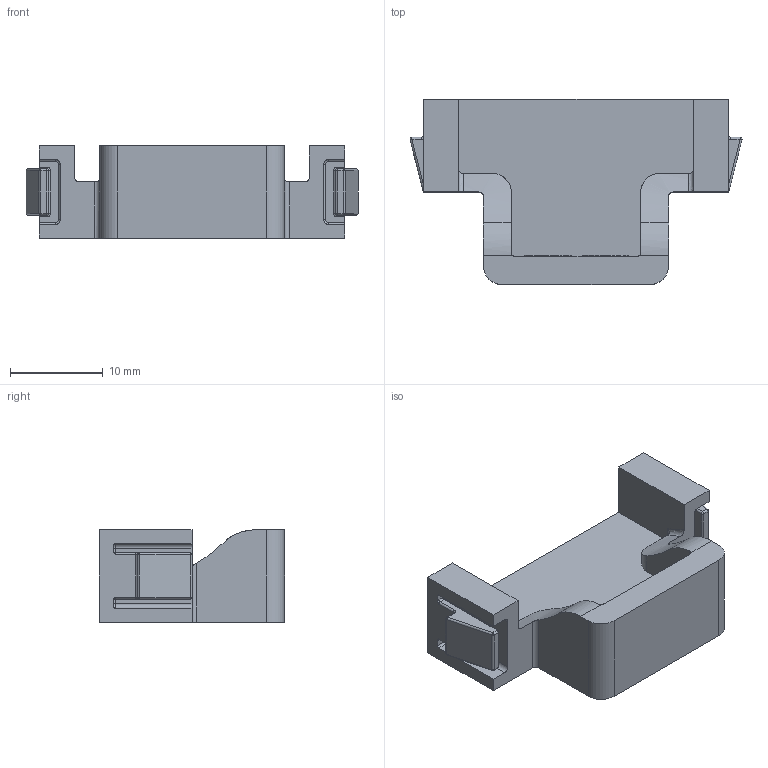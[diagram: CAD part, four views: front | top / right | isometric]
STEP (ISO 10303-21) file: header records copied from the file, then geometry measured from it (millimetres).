
FILE_DESCRIPTION (( 'STEP AP203' ), '1' );
FILE_NAME ('062ACEH2691ESD.10.STEP', '2015-09-11T14:20:29', ( 'Fath' ), ( 'Hewlett-Packard Company' ), 'SwSTEP 2.0', 'SolidWorks 2014', '' );
FILE_SCHEMA (( 'CONFIG_CONTROL_DESIGN' ));
Length unit declared in the file: millimetre
Products named in the file (1): 062ACEH2691ESD.10
Bounding box: 35.88 x 20 x 10 mm (x, y, z)
Volume: 3008.3 mm3; surface area: 2506.7 mm2
Topology: 6 solids, 6 shells, 255 faces, 665 edges, 412 vertices
Faces by surface type: plane 148, cylinder 65, torus 18, sphere 14, bspline 10
Entity records: 8037 total; most frequent: CARTESIAN_POINT 1772, ORIENTED_EDGE 1306, DIRECTION 1257, EDGE_CURVE 653, VECTOR 473, LINE 473, VERTEX_POINT 412, AXIS2_PLACEMENT_3D 392
